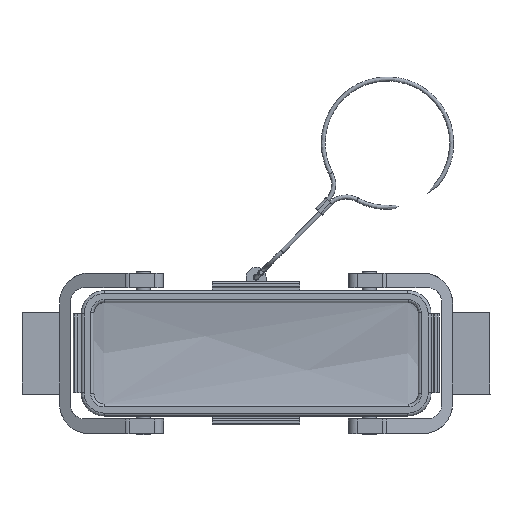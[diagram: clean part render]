
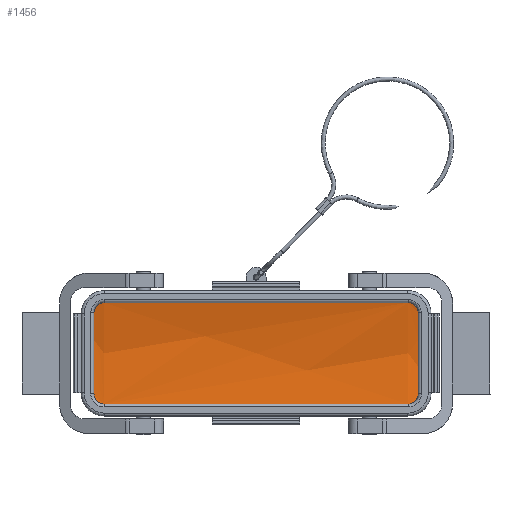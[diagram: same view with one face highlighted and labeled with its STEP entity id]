
A CAD part, front view. The second image highlights one B-rep face of the part: STEP entity #1456.
In plain terms, the highlighted free-form (B-spline) face has degree [2, 1] with [3, 2] control points.
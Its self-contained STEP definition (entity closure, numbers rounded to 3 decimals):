
#1227=CARTESIAN_POINT('V360',(52.169,9.538,
   17.4));
#1228=VERTEX_POINT('V360',#1227);
#1234=CARTESIAN_POINT('V362',(55.669,10.255,
   13.9));
#1235=VERTEX_POINT('V362',#1234);
#1236=CARTESIAN_POINT('E536',(52.169,9.538,
   17.4));
#1237=CARTESIAN_POINT('E536',(52.739,9.538,
   17.4));
#1238=CARTESIAN_POINT('E536',(53.654,9.595,
   17.169));
#1239=CARTESIAN_POINT('E536',(54.697,9.766,
   16.402));
#1240=CARTESIAN_POINT('E536',(55.449,9.975,
   15.358));
#1241=CARTESIAN_POINT('E536',(55.669,10.154,
   14.46));
#1242=CARTESIAN_POINT('E536',(55.669,10.255,
   13.9));
#1243=B_SPLINE_CURVE_WITH_KNOTS('E536',3,(#1236,#1237,#1238,#1239,
   #1240,#1241,#1242),.UNSPECIFIED.,.F.,.U.,(4,1,1,1,4),(0.0,
   0.002,0.003,0.004,
   0.006),.UNSPECIFIED.);
#1244=EDGE_CURVE('E536',#1228,#1235,#1243,.T.);
#1260=CARTESIAN_POINT('V364',(52.169,9.538,
   -17.4));
#1261=VERTEX_POINT('V364',#1260);
#1267=CARTESIAN_POINT('V365',(-52.169,9.538,
   -17.4));
#1268=VERTEX_POINT('V365',#1267);
#1269=CARTESIAN_POINT('E539',(-52.169,9.538,
   -17.4));
#1270=CARTESIAN_POINT('E539',(52.169,9.538,
   -17.4));
#1271=QUASI_UNIFORM_CURVE('E539',1,(#1269,#1270),.POLYLINE_FORM.,.F.,
   .U.);
#1272=EDGE_CURVE('E539',#1268,#1261,#1271,.T.);
#1302=CARTESIAN_POINT('V366',(-55.669,10.255,
   -13.9));
#1303=VERTEX_POINT('V366',#1302);
#1304=CARTESIAN_POINT('E540',(-52.169,9.538,
   -17.4));
#1305=CARTESIAN_POINT('E540',(-52.739,9.538,
   -17.4));
#1306=CARTESIAN_POINT('E540',(-53.654,9.595,
   -17.169));
#1307=CARTESIAN_POINT('E540',(-54.697,9.766,
   -16.402));
#1308=CARTESIAN_POINT('E540',(-55.449,9.975,
   -15.358));
#1309=CARTESIAN_POINT('E540',(-55.669,10.154,
   -14.46));
#1310=CARTESIAN_POINT('E540',(-55.669,10.255,
   -13.9));
#1311=B_SPLINE_CURVE_WITH_KNOTS('E540',3,(#1304,#1305,#1306,#1307,
   #1308,#1309,#1310),.UNSPECIFIED.,.F.,.U.,(4,1,1,1,4),(0.0,
   0.002,0.003,0.004,
   0.006),.UNSPECIFIED.);
#1312=EDGE_CURVE('E540',#1268,#1303,#1311,.T.);
#1329=CARTESIAN_POINT('V367',(-55.669,10.255,
   13.9));
#1330=VERTEX_POINT('V367',#1329);
#1331=CARTESIAN_POINT('E541',(-55.669,10.255,
   13.9));
#1332=CARTESIAN_POINT('E541',(-55.669,12.773,
   0.));
#1333=CARTESIAN_POINT('E541',(-55.669,10.255,
   -13.9));
#1341=(BOUNDED_CURVE()B_SPLINE_CURVE(2,(#1331,#1332,#1333),
   .CIRCULAR_ARC.,.F.,.U.)B_SPLINE_CURVE_WITH_KNOTS((3,3),(
   0.102,0.898),.UNSPECIFIED.)CURVE()
   GEOMETRIC_REPRESENTATION_ITEM()RATIONAL_B_SPLINE_CURVE((
   0.995,0.979,0.995))
   REPRESENTATION_ITEM('E541'));
#1342=EDGE_CURVE('E541',#1330,#1303,#1341,.T.);
#1372=CARTESIAN_POINT('V361',(-52.169,9.538,
   17.4));
#1373=VERTEX_POINT('V361',#1372);
#1374=CARTESIAN_POINT('E542',(-55.669,10.255,
   13.9));
#1375=CARTESIAN_POINT('E542',(-55.669,10.154,
   14.46));
#1376=CARTESIAN_POINT('E542',(-55.449,9.975,
   15.358));
#1377=CARTESIAN_POINT('E542',(-54.697,9.766,
   16.402));
#1378=CARTESIAN_POINT('E542',(-53.654,9.595,
   17.169));
#1379=CARTESIAN_POINT('E542',(-52.739,9.538,
   17.4));
#1380=CARTESIAN_POINT('E542',(-52.169,9.538,
   17.4));
#1381=B_SPLINE_CURVE_WITH_KNOTS('E542',3,(#1374,#1375,#1376,#1377,
   #1378,#1379,#1380),.UNSPECIFIED.,.F.,.U.,(4,1,1,1,4),(0.0,
   0.002,0.003,0.004,
   0.006),.UNSPECIFIED.);
#1382=EDGE_CURVE('E542',#1330,#1373,#1381,.T.);
#1399=CARTESIAN_POINT('E535',(52.169,9.538,
   17.4));
#1400=CARTESIAN_POINT('E535',(-52.169,9.538,
   17.4));
#1401=QUASI_UNIFORM_CURVE('E535',1,(#1399,#1400),.POLYLINE_FORM.,.F.,
   .U.);
#1402=EDGE_CURVE('E535',#1228,#1373,#1401,.T.);
#1409=CARTESIAN_POINT('F196',(55.769,9.309,
   18.373));
#1410=CARTESIAN_POINT('F196',(55.769,13.762,
   0.));
#1411=CARTESIAN_POINT('F196',(55.769,9.309,
   -18.373));
#1412=CARTESIAN_POINT('F196',(-55.769,9.309,
   18.373));
#1413=CARTESIAN_POINT('F196',(-55.769,13.762,
   0.));
#1414=CARTESIAN_POINT('F196',(-55.769,9.309,
   -18.373));
#1422=(BOUNDED_SURFACE()B_SPLINE_SURFACE(2,1,((#1409,#1412),(
   #1410,#1413),(#1411,#1414)),.CYLINDRICAL_SURF.,.F.,.F.,.U.)
   B_SPLINE_SURFACE_WITH_KNOTS((3,3),(2,2),(0.303,
   0.697),(0.0,1.0),.UNSPECIFIED.)
   GEOMETRIC_REPRESENTATION_ITEM()RATIONAL_B_SPLINE_SURFACE(((
   0.929,0.929),(0.903,
   0.903),(0.929,0.929)))
   REPRESENTATION_ITEM('F196')SURFACE());
#1423=ORIENTED_EDGE('E542',*,*,#1382,.F.);
#1424=ORIENTED_EDGE('E541',*,*,#1342,.T.);
#1425=ORIENTED_EDGE('E540',*,*,#1312,.F.);
#1426=ORIENTED_EDGE('E539',*,*,#1272,.T.);
#1427=CARTESIAN_POINT('V363',(55.669,10.255,
   -13.9));
#1428=VERTEX_POINT('V363',#1427);
#1429=CARTESIAN_POINT('E538',(55.669,10.255,
   -13.9));
#1430=CARTESIAN_POINT('E538',(55.669,10.154,
   -14.46));
#1431=CARTESIAN_POINT('E538',(55.449,9.975,
   -15.358));
#1432=CARTESIAN_POINT('E538',(54.697,9.766,
   -16.402));
#1433=CARTESIAN_POINT('E538',(53.654,9.595,
   -17.169));
#1434=CARTESIAN_POINT('E538',(52.739,9.538,
   -17.4));
#1435=CARTESIAN_POINT('E538',(52.169,9.538,
   -17.4));
#1436=B_SPLINE_CURVE_WITH_KNOTS('E538',3,(#1429,#1430,#1431,#1432,
   #1433,#1434,#1435),.UNSPECIFIED.,.F.,.U.,(4,1,1,1,4),(0.0,
   0.002,0.003,0.004,
   0.006),.UNSPECIFIED.);
#1437=EDGE_CURVE('E538',#1428,#1261,#1436,.T.);
#1438=ORIENTED_EDGE('E538',*,*,#1437,.F.);
#1439=CARTESIAN_POINT('E537',(55.669,10.255,
   13.9));
#1440=CARTESIAN_POINT('E537',(55.669,12.773,
   0.));
#1441=CARTESIAN_POINT('E537',(55.669,10.255,
   -13.9));
#1449=(BOUNDED_CURVE()B_SPLINE_CURVE(2,(#1439,#1440,#1441),
   .CIRCULAR_ARC.,.F.,.U.)B_SPLINE_CURVE_WITH_KNOTS((3,3),(
   0.102,0.898),.UNSPECIFIED.)CURVE()
   GEOMETRIC_REPRESENTATION_ITEM()RATIONAL_B_SPLINE_CURVE((
   0.995,0.979,0.995))
   REPRESENTATION_ITEM('E537'));
#1450=EDGE_CURVE('E537',#1235,#1428,#1449,.T.);
#1451=ORIENTED_EDGE('E537',*,*,#1450,.F.);
#1452=ORIENTED_EDGE('E536',*,*,#1244,.F.);
#1453=ORIENTED_EDGE('E535',*,*,#1402,.T.);
#1454=EDGE_LOOP('F196',(#1423,#1424,#1425,#1426,#1438,#1451,#1452,
   #1453));
#1455=FACE_OUTER_BOUND('F196',#1454,.T.);
#1456=ADVANCED_FACE('F196',(#1455),#1422,.F.);
